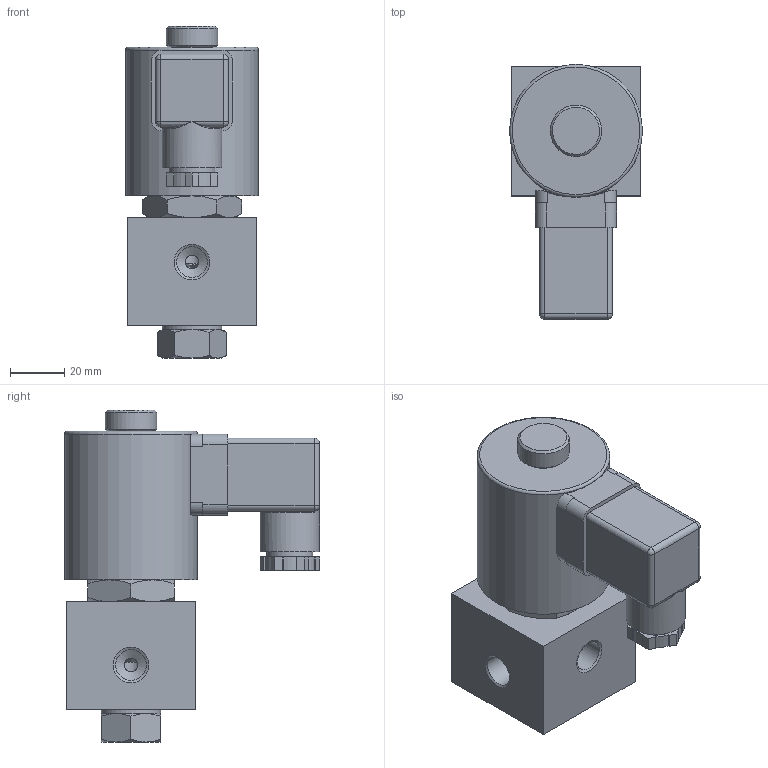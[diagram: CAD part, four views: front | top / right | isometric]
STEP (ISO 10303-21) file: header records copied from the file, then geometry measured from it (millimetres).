
FILE_DESCRIPTION(/* description */ ('3D-Modell'),/* implementation_level */ '2;1');
FILE_NAME(/* name */ '075.000984_A7545-0604-.802-UN.stp',/* time_stamp */ '2023-05-30T12:45:16+02:00',/* author */ ('CBeuthner'),/* organization */ (''),/* preprocessor_version */ 'ST-DEVELOPER v16.1',/* originating_system */ 'Autodesk Inventor 2016',/* authorisation */ '');
FILE_SCHEMA (('CONFIG_CONTROL_DESIGN'));
Length unit declared in the file: millimetre
Products named in the file (1): 88-005965
Bounding box: 49.2 x 94.4 x 122.9 mm (x, y, z)
Volume: 155524.6 mm3; surface area: 53537 mm2
Topology: 1 solids, 1 shells, 313 faces, 776 edges, 475 vertices
Faces by surface type: plane 139, cylinder 91, cone 44, bspline 20, torus 11, sphere 8
Full cylindrical faces by diameter (mm): 2.2 x2, 2.459 x1, 3.242 x1, 4 x1, 4.134 x2, 4.5 x1, 5 x4, 6.2 x1, 6.5 x1, 6.7 x2, 6.93 x2, 7.7 x1, 8.5 x1, 11.445 x3, 12.1 x1, 15 x1, 17 x1, 18.917 x1, 19 x1, 20 x2, 20.5 x1, 22 x2, 24.917 x1, 44 x1, 49.2 x1
Entity records: 14255 total; most frequent: CARTESIAN_POINT 7084, ORIENTED_EDGE 1378, DIRECTION 1374, EDGE_CURVE 683, AXIS2_PLACEMENT_3D 528, VERTEX_POINT 448, EDGE_LOOP 399, LINE 318
